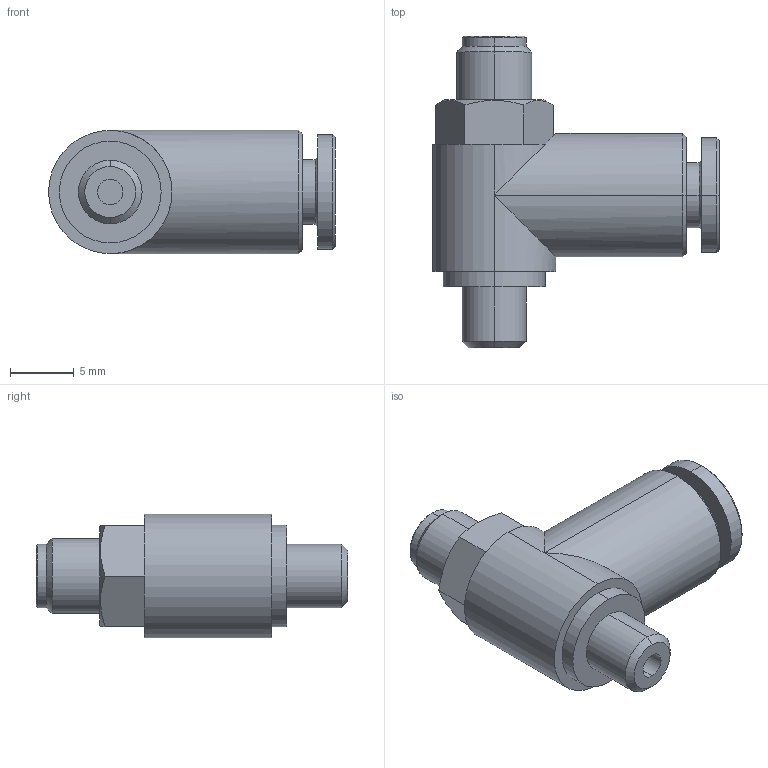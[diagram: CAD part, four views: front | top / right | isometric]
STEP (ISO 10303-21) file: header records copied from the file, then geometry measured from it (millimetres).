
FILE_DESCRIPTION (( 'STEP AP203' ), '1' );
FILE_NAME ('04290V10.STEP', '2010-05-10T12:44:23', ( '' ), ( 'sopra-pneumatic' ), 'SwSTEP 2.0', 'SolidWorks 2009', '' );
FILE_SCHEMA (( 'CONFIG_CONTROL_DESIGN' ));
Length unit declared in the file: millimetre
Products named in the file (1): 04290V10
Bounding box: 22.55 x 24.5 x 9.7 mm (x, y, z)
Volume: 1925.4 mm3; surface area: 1490.1 mm2
Topology: 1 solids, 3 shells, 86 faces, 180 edges, 112 vertices
Faces by surface type: cylinder 35, plane 31, cone 20
Entity records: 2419 total; most frequent: CARTESIAN_POINT 469, DIRECTION 420, ORIENTED_EDGE 360, EDGE_CURVE 180, AXIS2_PLACEMENT_3D 171, VERTEX_POINT 112, EDGE_LOOP 98, FACE_OUTER_BOUND 86
